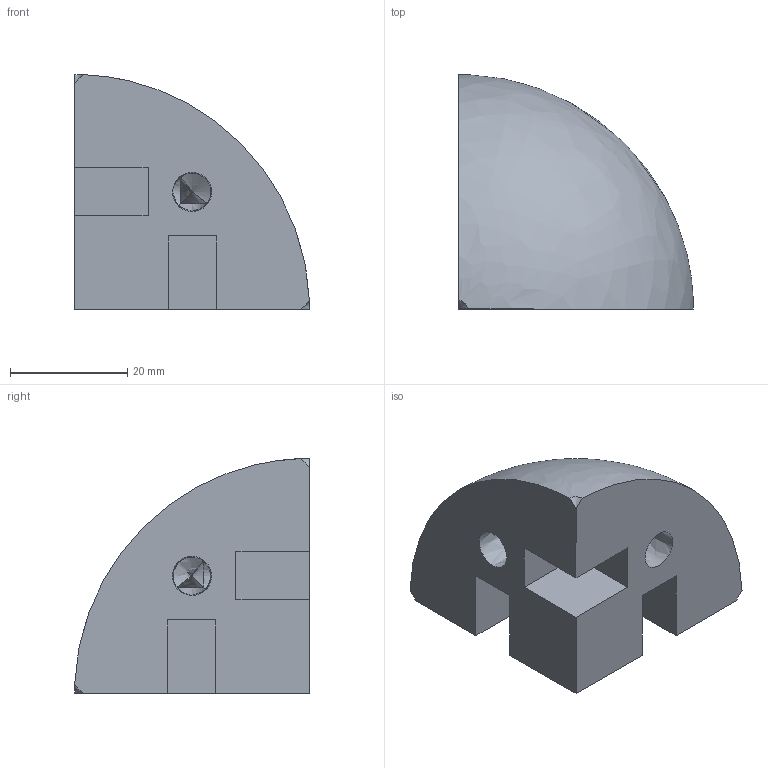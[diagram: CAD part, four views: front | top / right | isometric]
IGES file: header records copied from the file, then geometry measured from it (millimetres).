
Global section: file name: SZ5050N_A; native system: Autodesk Inventor 2015; preprocessor: unknown; author: H. Deerberg; date: 20151118.133635; units: millimetre
Bounding box: 39.97 x 39.97 x 39.97 mm (x, y, z)
Volume: 27755.3 mm3; surface area: 8263.9 mm2
Topology: 1 solids, 1 shells, 25 faces, 83 edges, 52 vertices
Faces by surface type: bspline 25
